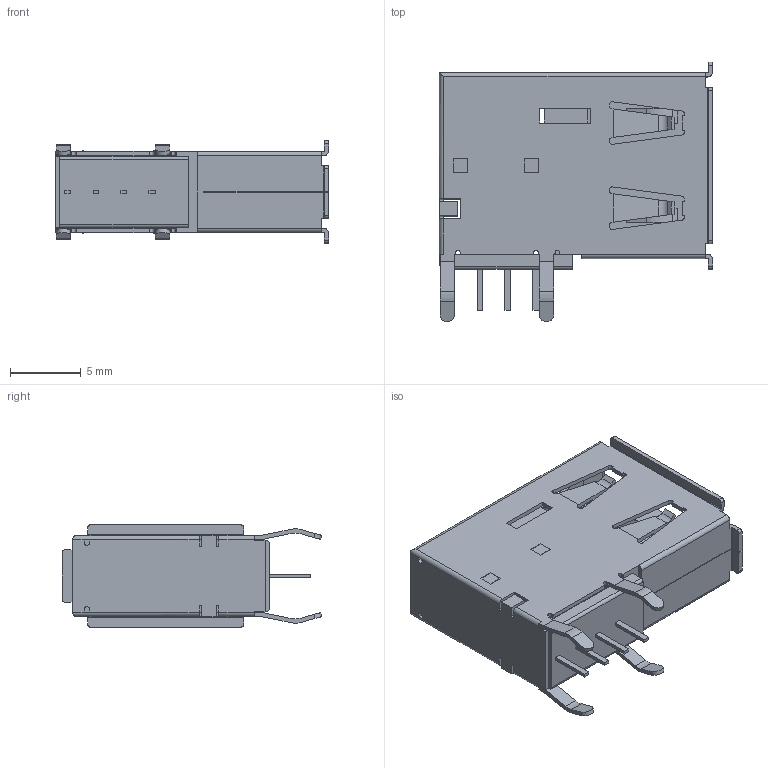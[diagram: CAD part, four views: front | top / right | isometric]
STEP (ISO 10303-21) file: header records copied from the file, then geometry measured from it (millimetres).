
FILE_DESCRIPTION((''),'2;1');
FILE_NAME('482040001','2013-12-04T',('me'),(''),'PRO/ENGINEER BY PARAMETRIC TECHNOLOGY CORPORATION, 2011490','PRO/ENGINEER BY PARAMETRIC TECHNOLOGY CORPORATION, 2011490','');
FILE_SCHEMA(('CONFIG_CONTROL_DESIGN'));
Length unit declared in the file: millimetre
Products named in the file (1): 482040001
Bounding box: 19.25 x 18.29 x 7.2 mm (x, y, z)
Volume: 623 mm3; surface area: 1903.7 mm2
Topology: 1 solids, 1 shells, 419 faces, 1262 edges, 834 vertices
Faces by surface type: plane 305, cylinder 114
Entity records: 14210 total; most frequent: CARTESIAN_POINT 2607, ORIENTED_EDGE 2492, DIRECTION 2296, EDGE_CURVE 1246, VECTOR 1016, LINE 1016, VERTEX_POINT 818, AXIS2_PLACEMENT_3D 640
